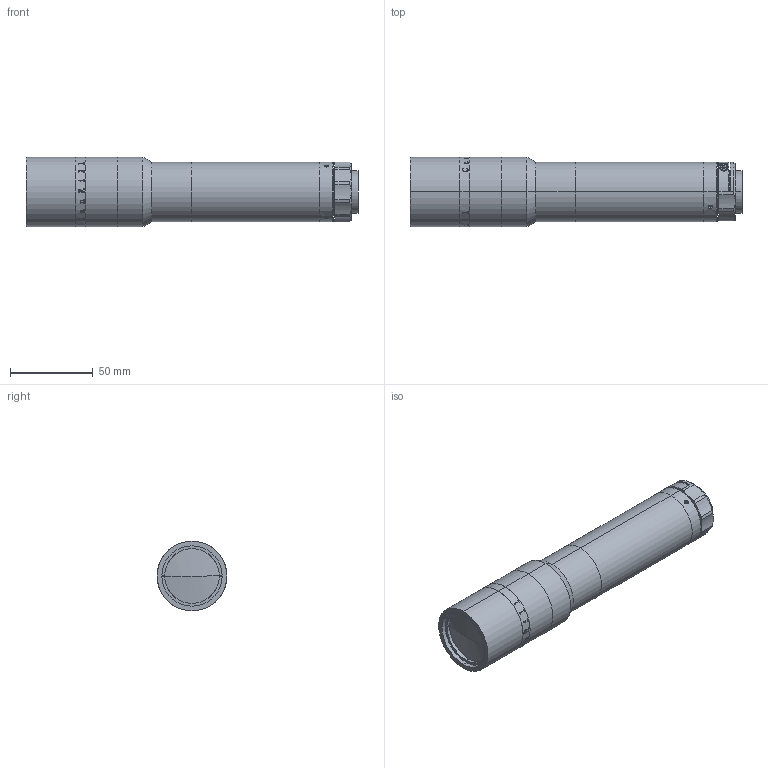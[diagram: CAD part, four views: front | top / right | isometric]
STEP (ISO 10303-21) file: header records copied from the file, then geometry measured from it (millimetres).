
FILE_DESCRIPTION (( 'STEP AP203' ), '1' );
FILE_NAME ('XF-MH03X526.STEP', '2019-11-18T06:56:37', ( 'lawlynn' ), ( '' ), 'SwSTEP 2.0', 'SolidWorks 2014', '' );
FILE_SCHEMA (( 'CONFIG_CONTROL_DESIGN' ));
Length unit declared in the file: millimetre
Products named in the file (1): XF-MH03X526
Bounding box: 200.22 x 42 x 42 mm (x, y, z)
Surface area: 31241.8 mm2 (no closed solid volume)
Topology: 0 solids, 26 shells, 131 faces, 842 edges, 741 vertices
Faces by surface type: cylinder 67, plane 40, cone 15, bspline 5, sphere 2, torus 2
Entity records: 14424 total; most frequent: CARTESIAN_POINT 8465, DIRECTION 1098, ORIENTED_EDGE 1048, EDGE_CURVE 840, VERTEX_POINT 741, AXIS2_PLACEMENT_3D 424, CIRCLE 297, B_SPLINE_CURVE_WITH_KNOTS 293
